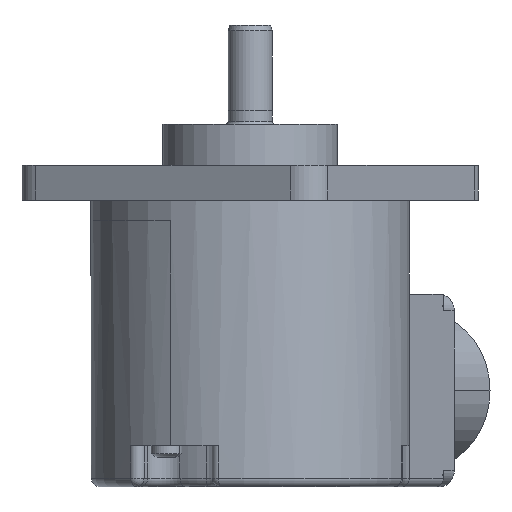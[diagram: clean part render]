
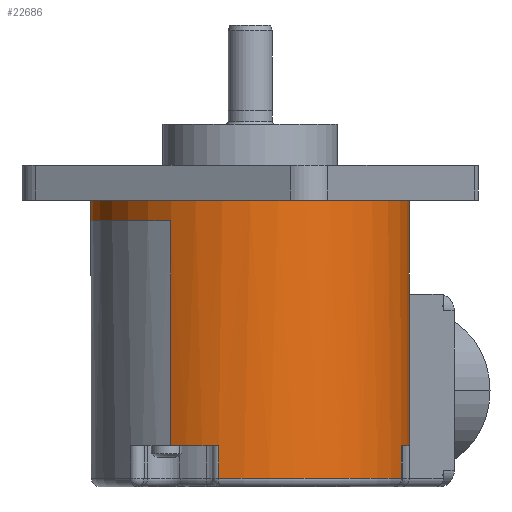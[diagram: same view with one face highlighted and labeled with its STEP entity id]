
A CAD part, left-side view. The second image highlights one B-rep face of the part: STEP entity #22686.
In plain terms, the highlighted cylindrical face has radius 29 mm (diameter 58 mm), a partial arc.
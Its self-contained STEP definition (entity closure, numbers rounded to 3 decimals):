
#3879=CARTESIAN_POINT('',(0.,0.,12.4));
#3880=DIRECTION('',(0.,0.,1.));
#3881=DIRECTION('',(0.,-1.,0.));
#3882=AXIS2_PLACEMENT_3D('',#3879,#3880,#3881);
#3964=DIRECTION('',(0.,0.,1.));
#3965=VECTOR('',#3964,3.75);
#3966=CARTESIAN_POINT('',(0.,-29.,12.4));
#3967=LINE('',#3966,#3965);
#3968=DIRECTION('',(0.,0.,-1.));
#3969=VECTOR('',#3968,13.4);
#3970=CARTESIAN_POINT('',(25.115,-14.5,12.4));
#3971=LINE('',#3970,#3969);
#3972=DIRECTION('',(0.,0.,-1.));
#3973=VECTOR('',#3972,40.9);
#3974=CARTESIAN_POINT('',(-25.115,14.5,12.4));
#3975=LINE('',#3974,#3973);
#3976=CARTESIAN_POINT('',(0.,0.,12.4));
#3977=DIRECTION('',(0.,0.,1.));
#3978=DIRECTION('',(0.,1.,0.));
#3979=AXIS2_PLACEMENT_3D('',#3976,#3977,#3978);
#3981=DIRECTION('',(0.,0.,1.));
#3982=VECTOR('',#3981,3.75);
#3983=CARTESIAN_POINT('',(0.,29.,12.4));
#3984=LINE('',#3983,#3982);
#4001=CARTESIAN_POINT('',(0.,0.,-1.));
#4002=DIRECTION('',(0.,0.,1.));
#4003=DIRECTION('',(0.262,-0.965,0.));
#4004=AXIS2_PLACEMENT_3D('',#4001,#4002,#4003);
#8594=DIRECTION('',(0.,0.,1.));
#8595=VECTOR('',#8594,27.5);
#8596=CARTESIAN_POINT('',(7.584,-27.991,-28.5));
#8597=LINE('',#8596,#8595);
#8701=DIRECTION('',(0.,0.,-1.));
#8702=VECTOR('',#8701,6.);
#8703=CARTESIAN_POINT('',(-9.241,-27.488,-28.5));
#8704=LINE('',#8703,#8702);
#8719=CARTESIAN_POINT('',(0.,0.,-34.5));
#8720=DIRECTION('',(0.,0.,-1.));
#8721=DIRECTION('',(-0.319,-0.948,0.));
#8722=AXIS2_PLACEMENT_3D('',#8719,#8720,#8721);
#8753=DIRECTION('',(0.,0.,1.));
#8754=VECTOR('',#8753,6.);
#8755=CARTESIAN_POINT('',(-28.426,5.741,-34.5));
#8756=LINE('',#8755,#8754);
#9519=CARTESIAN_POINT('',(0.,0.,-28.5));
#9520=DIRECTION('',(0.,0.,1.));
#9521=DIRECTION('',(-0.866,0.5,0.));
#9522=AXIS2_PLACEMENT_3D('',#9519,#9520,#9521);
#9987=CARTESIAN_POINT('',(0.,0.,-28.5));
#9988=DIRECTION('',(0.,0.,1.));
#9989=DIRECTION('',(-0.319,-0.948,0.));
#9990=AXIS2_PLACEMENT_3D('',#9987,#9988,#9989);
#10513=CARTESIAN_POINT('',(0.,0.,16.15));
#10514=DIRECTION('',(0.,0.,1.));
#10515=DIRECTION('',(0.,1.,0.));
#10516=AXIS2_PLACEMENT_3D('',#10513,#10514,#10515);
#17659=CARTESIAN_POINT('',(0.,29.,16.15));
#17660=CARTESIAN_POINT('',(0.,-29.,16.15));
#17661=VERTEX_POINT('',#17659);
#17662=VERTEX_POINT('',#17660);
#17897=CARTESIAN_POINT('',(7.584,-27.991,-1.));
#17898=VERTEX_POINT('',#17897);
#17899=CARTESIAN_POINT('',(25.115,-14.5,-1.));
#17900=VERTEX_POINT('',#17899);
#17908=CARTESIAN_POINT('',(7.584,-27.991,-28.5));
#17910=VERTEX_POINT('',#17908);
#17921=CARTESIAN_POINT('',(-9.241,-27.488,-28.5));
#17922=VERTEX_POINT('',#17921);
#17923=CARTESIAN_POINT('',(-28.426,5.741,-28.5));
#17924=VERTEX_POINT('',#17923);
#17929=CARTESIAN_POINT('',(-25.115,14.5,-28.5));
#17930=VERTEX_POINT('',#17929);
#17993=CARTESIAN_POINT('',(-9.241,-27.488,-34.5));
#17994=CARTESIAN_POINT('',(-28.426,5.741,-34.5));
#17995=VERTEX_POINT('',#17993);
#17996=VERTEX_POINT('',#17994);
#18031=CARTESIAN_POINT('',(0.,29.,12.4));
#18032=CARTESIAN_POINT('',(-25.115,14.5,12.4));
#18033=VERTEX_POINT('',#18031);
#18034=VERTEX_POINT('',#18032);
#18035=CARTESIAN_POINT('',(0.,-29.,12.4));
#18036=CARTESIAN_POINT('',(25.115,-14.5,12.4));
#18037=VERTEX_POINT('',#18035);
#18038=VERTEX_POINT('',#18036);
#22657=CARTESIAN_POINT('',(0.,0.,31.5));
#22658=DIRECTION('',(0.,0.,-1.));
#22659=DIRECTION('',(0.,1.,0.));
#22660=AXIS2_PLACEMENT_3D('',#22657,#22658,#22659);
#22661=CYLINDRICAL_SURFACE('',#22660,29.);
#22662=ORIENTED_EDGE('',*,*,#22633,.F.);
#22663=ORIENTED_EDGE('',*,*,#22631,.T.);
#22664=ORIENTED_EDGE('',*,*,#22629,.T.);
#22666=ORIENTED_EDGE('',*,*,#22665,.F.);
#22668=ORIENTED_EDGE('',*,*,#22667,.F.);
#22670=ORIENTED_EDGE('',*,*,#22669,.F.);
#22672=ORIENTED_EDGE('',*,*,#22671,.T.);
#22674=ORIENTED_EDGE('',*,*,#22673,.T.);
#22676=ORIENTED_EDGE('',*,*,#22675,.T.);
#22678=ORIENTED_EDGE('',*,*,#22677,.F.);
#22679=ORIENTED_EDGE('',*,*,#22613,.F.);
#22680=ORIENTED_EDGE('',*,*,#22611,.F.);
#22681=ORIENTED_EDGE('',*,*,#22609,.T.);
#22683=ORIENTED_EDGE('',*,*,#22682,.T.);
#22684=EDGE_LOOP('',(#22662,#22663,#22664,#22666,#22668,#22670,#22672,#22674,
#22676,#22678,#22679,#22680,#22681,#22683));
#22685=FACE_OUTER_BOUND('',#22684,.F.);
#3883=CIRCLE('',#3882,29.);
#3980=CIRCLE('',#3979,29.);
#4005=CIRCLE('',#4004,29.);
#8723=CIRCLE('',#8722,29.);
#9523=CIRCLE('',#9522,29.);
#9991=CIRCLE('',#9990,29.);
#10517=CIRCLE('',#10516,29.);
#22609=EDGE_CURVE('',#18033,#17661,#3984,.T.);
#22611=EDGE_CURVE('',#18033,#18034,#3980,.T.);
#22613=EDGE_CURVE('',#18034,#17930,#3975,.T.);
#22629=EDGE_CURVE('',#18038,#17900,#3971,.T.);
#22631=EDGE_CURVE('',#18037,#18038,#3883,.T.);
#22633=EDGE_CURVE('',#18037,#17662,#3967,.T.);
#22665=EDGE_CURVE('',#17898,#17900,#4005,.T.);
#22667=EDGE_CURVE('',#17910,#17898,#8597,.T.);
#22669=EDGE_CURVE('',#17922,#17910,#9991,.T.);
#22671=EDGE_CURVE('',#17922,#17995,#8704,.T.);
#22673=EDGE_CURVE('',#17995,#17996,#8723,.T.);
#22675=EDGE_CURVE('',#17996,#17924,#8756,.T.);
#22677=EDGE_CURVE('',#17930,#17924,#9523,.T.);
#22682=EDGE_CURVE('',#17661,#17662,#10517,.T.);
#22686=ADVANCED_FACE('',(#22685),#22661,.T.);
